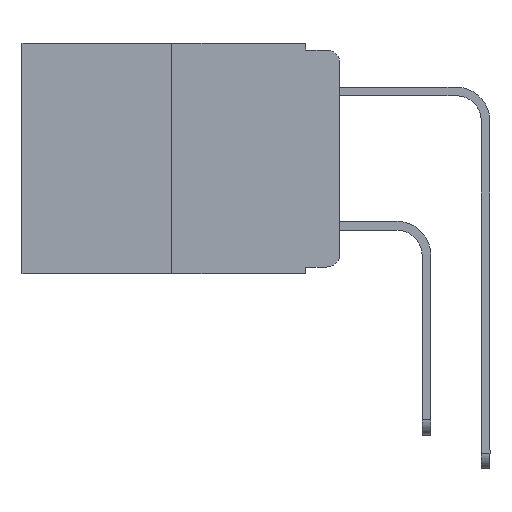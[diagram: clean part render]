
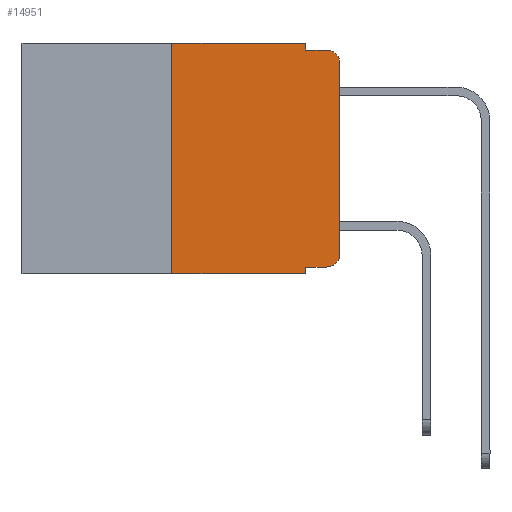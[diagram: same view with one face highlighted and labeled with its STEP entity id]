
A CAD part, left-side view. The second image highlights one B-rep face of the part: STEP entity #14951.
In plain terms, the highlighted planar face has unit normal (-1, 0, 0).
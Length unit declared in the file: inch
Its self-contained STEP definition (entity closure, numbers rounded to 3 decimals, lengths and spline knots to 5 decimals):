
#56 = VECTOR ( 'NONE', #15198, 39.37008 ) ;
#172 = CARTESIAN_POINT ( 'NONE',  ( 0., 0.25, 0. ) ) ;
#248 = DIRECTION ( 'NONE',  ( 0., 0., -1. ) ) ;
#273 = CARTESIAN_POINT ( 'NONE',  ( 0., 0.473, 0. ) ) ;
#914 = ORIENTED_EDGE ( 'NONE', *, *, #1456, .F. ) ;
#979 = CARTESIAN_POINT ( 'NONE',  ( 0., 0.051, -0.01 ) ) ;
#1015 = VERTEX_POINT ( 'NONE', #12234 ) ;
#1103 = EDGE_CURVE ( 'NONE', #17554, #1015, #18696, .T. ) ;
#1145 = CARTESIAN_POINT ( 'NONE',  ( 0., 0.051, 0. ) ) ;
#1371 = CARTESIAN_POINT ( 'NONE',  ( 0., 0., -0.313 ) ) ;
#1456 = EDGE_CURVE ( 'NONE', #17817, #2016, #16777, .T. ) ;
#1552 = DIRECTION ( 'NONE',  ( 0., 0., 1. ) ) ;
#2016 = VERTEX_POINT ( 'NONE', #12667 ) ;
#2536 = LINE ( 'NONE', #12079, #3319 ) ;
#2924 = FACE_OUTER_BOUND ( 'NONE', #17365, .T. ) ;
#3319 = VECTOR ( 'NONE', #16562, 39.37008 ) ;
#3334 = DIRECTION ( 'NONE',  ( 0., 0., -1. ) ) ;
#3508 = DIRECTION ( 'NONE',  ( -1., 0., 0. ) ) ;
#3749 = CARTESIAN_POINT ( 'NONE',  ( 0., 0.051, -0.333 ) ) ;
#3771 = CARTESIAN_POINT ( 'NONE',  ( 0., 0.02, -0.01 ) ) ;
#4036 = VECTOR ( 'NONE', #9630, 39.37008 ) ;
#4105 = VECTOR ( 'NONE', #13266, 39.37008 ) ;
#4226 = DIRECTION ( 'NONE',  ( 1., 0., 0. ) ) ;
#4533 = CARTESIAN_POINT ( 'NONE',  ( 0., 0., 0. ) ) ;
#4978 = CARTESIAN_POINT ( 'NONE',  ( 0., 0.051, -0.343 ) ) ;
#5648 = DIRECTION ( 'NONE',  ( 0., -1., 0. ) ) ;
#5891 = VECTOR ( 'NONE', #1552, 39.37008 ) ;
#5920 = CARTESIAN_POINT ( 'NONE',  ( 0., 0.051, -0.333 ) ) ;
#5993 = CARTESIAN_POINT ( 'NONE',  ( 0., 0.473, 0. ) ) ;
#6019 = LINE ( 'NONE', #4533, #5891 ) ;
#6073 = VECTOR ( 'NONE', #13694, 39.37008 ) ;
#6098 = DIRECTION ( 'NONE',  ( 0., 0., -1. ) ) ;
#6112 = AXIS2_PLACEMENT_3D ( 'NONE', #16685, #18100, #3334 ) ;
#6226 = LINE ( 'NONE', #273, #10465 ) ;
#6934 = LINE ( 'NONE', #979, #8243 ) ;
#7260 = ORIENTED_EDGE ( 'NONE', *, *, #10272, .T. ) ;
#7307 = CIRCLE ( 'NONE', #18449, 0.02 ) ;
#8127 = AXIS2_PLACEMENT_3D ( 'NONE', #5993, #4226, #6098 ) ;
#8196 = CARTESIAN_POINT ( 'NONE',  ( 0., 0.051, -0.01 ) ) ;
#8243 = VECTOR ( 'NONE', #5648, 39.37008 ) ;
#8300 = VERTEX_POINT ( 'NONE', #1371 ) ;
#8546 = ORIENTED_EDGE ( 'NONE', *, *, #11159, .F. ) ;
#9319 = LINE ( 'NONE', #13708, #56 ) ;
#9536 = EDGE_CURVE ( 'NONE', #12195, #16943, #6934, .T. ) ;
#9630 = DIRECTION ( 'NONE',  ( 0., -1., 0. ) ) ;
#10256 = ORIENTED_EDGE ( 'NONE', *, *, #13584, .T. ) ;
#10272 = EDGE_CURVE ( 'NONE', #1015, #8300, #7307, .T. ) ;
#10465 = VECTOR ( 'NONE', #18396, 39.37008 ) ;
#10894 = CIRCLE ( 'NONE', #6112, 0.02 ) ;
#10993 = VERTEX_POINT ( 'NONE', #18305 ) ;
#11159 = EDGE_CURVE ( 'NONE', #2016, #10993, #6226, .T. ) ;
#11864 = ORIENTED_EDGE ( 'NONE', *, *, #9536, .F. ) ;
#12079 = CARTESIAN_POINT ( 'NONE',  ( 0., 0.473, -0.343 ) ) ;
#12195 = VERTEX_POINT ( 'NONE', #8196 ) ;
#12234 = CARTESIAN_POINT ( 'NONE',  ( 0., 0.02, -0.333 ) ) ;
#12288 = EDGE_CURVE ( 'NONE', #17554, #13813, #13456, .T. ) ;
#12667 = CARTESIAN_POINT ( 'NONE',  ( 0., 0.25, 0. ) ) ;
#13266 = DIRECTION ( 'NONE',  ( 0., 0., -1. ) ) ;
#13365 = PLANE ( 'NONE',  #8127 ) ;
#13456 = LINE ( 'NONE', #1145, #4105 ) ;
#13584 = EDGE_CURVE ( 'NONE', #17817, #13813, #2536, .T. ) ;
#13606 = ORIENTED_EDGE ( 'NONE', *, *, #12288, .F. ) ;
#13694 = DIRECTION ( 'NONE',  ( 0., 0., 1. ) ) ;
#13708 = CARTESIAN_POINT ( 'NONE',  ( 0., 0.051, 0. ) ) ;
#13813 = VERTEX_POINT ( 'NONE', #4978 ) ;
#14536 = VERTEX_POINT ( 'NONE', #15180 ) ;
#14555 = EDGE_CURVE ( 'NONE', #8300, #14536, #6019, .T. ) ;
#14571 = ORIENTED_EDGE ( 'NONE', *, *, #15922, .F. ) ;
#14762 = ORIENTED_EDGE ( 'NONE', *, *, #1103, .T. ) ;
#14951 = ADVANCED_FACE ( 'NONE', ( #2924 ), #13365, .F. ) ;
#15180 = CARTESIAN_POINT ( 'NONE',  ( 0., 0., -0.03 ) ) ;
#15198 = DIRECTION ( 'NONE',  ( 0., 0., -1. ) ) ;
#15873 = CARTESIAN_POINT ( 'NONE',  ( 0., 0.25, -0.343 ) ) ;
#15922 = EDGE_CURVE ( 'NONE', #10993, #12195, #9319, .T. ) ;
#16186 = ORIENTED_EDGE ( 'NONE', *, *, #18887, .T. ) ;
#16562 = DIRECTION ( 'NONE',  ( 0., -1., 0. ) ) ;
#16685 = CARTESIAN_POINT ( 'NONE',  ( 0., 0.02, -0.03 ) ) ;
#16777 = LINE ( 'NONE', #172, #6073 ) ;
#16943 = VERTEX_POINT ( 'NONE', #3771 ) ;
#17146 = CARTESIAN_POINT ( 'NONE',  ( 0., 0.02, -0.313 ) ) ;
#17365 = EDGE_LOOP ( 'NONE', ( #18626, #16186, #11864, #14571, #8546, #914, #10256, #13606, #14762, #7260 ) ) ;
#17554 = VERTEX_POINT ( 'NONE', #5920 ) ;
#17817 = VERTEX_POINT ( 'NONE', #15873 ) ;
#18100 = DIRECTION ( 'NONE',  ( -1., 0., 0. ) ) ;
#18305 = CARTESIAN_POINT ( 'NONE',  ( 0., 0.051, 0. ) ) ;
#18396 = DIRECTION ( 'NONE',  ( 0., -1., 0. ) ) ;
#18449 = AXIS2_PLACEMENT_3D ( 'NONE', #17146, #3508, #248 ) ;
#18626 = ORIENTED_EDGE ( 'NONE', *, *, #14555, .T. ) ;
#18696 = LINE ( 'NONE', #3749, #4036 ) ;
#18887 = EDGE_CURVE ( 'NONE', #14536, #16943, #10894, .T. ) ;
